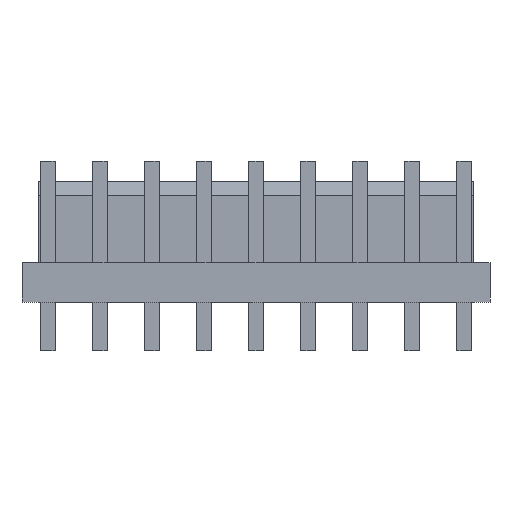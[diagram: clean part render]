
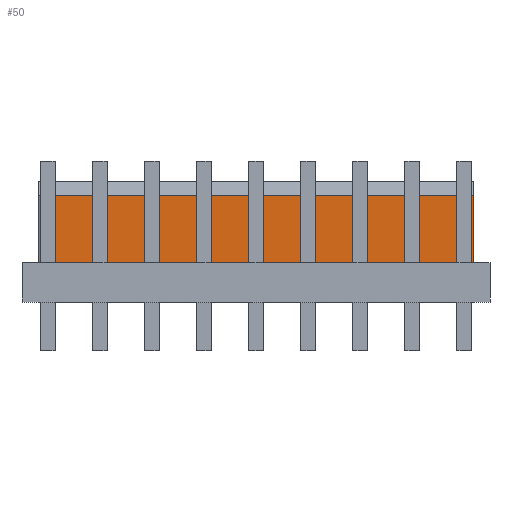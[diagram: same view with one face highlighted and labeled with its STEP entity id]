
A CAD part, front view. The second image highlights one B-rep face of the part: STEP entity #50.
In plain terms, the highlighted planar face has unit normal (0, -1, 0).
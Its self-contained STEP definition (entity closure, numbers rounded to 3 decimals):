
#50=ADVANCED_FACE('',(#174),#175,.T.);
#174=FACE_OUTER_BOUND('',#412,.T.);
#175=PLANE('',#413);
#412=EDGE_LOOP('',(#705,#706,#707,#708));
#413=AXIS2_PLACEMENT_3D('',#709,#710,#711);
#705=ORIENTED_EDGE('',*,*,#1552,.F.);
#706=ORIENTED_EDGE('',*,*,#1553,.F.);
#707=ORIENTED_EDGE('',*,*,#1495,.T.);
#708=ORIENTED_EDGE('',*,*,#1515,.T.);
#709=CARTESIAN_POINT('',(-16.54,2.0,5.1));
#710=DIRECTION('',(0.0,-1.0,0.0));
#711=DIRECTION('',(0.0,0.0,-1.0));
#1495=EDGE_CURVE('',#1761,#1762,#1763,.T.);
#1515=EDGE_CURVE('',#1762,#1786,#1799,.T.);
#1552=EDGE_CURVE('',#1872,#1786,#1873,.T.);
#1553=EDGE_CURVE('',#1761,#1872,#1874,.T.);
#1761=VERTEX_POINT('',#2203);
#1762=VERTEX_POINT('',#2204);
#1763=LINE('',#2205,#2206);
#1786=VERTEX_POINT('',#2241);
#1799=LINE('',#2261,#2262);
#1872=VERTEX_POINT('',#2371);
#1873=LINE('',#2372,#2373);
#1874=LINE('',#2374,#2375);
#2203=CARTESIAN_POINT('',(-16.54,2.0,5.1));
#2204=CARTESIAN_POINT('',(-16.54,2.0,0.0));
#2205=CARTESIAN_POINT('',(-16.54,2.0,5.1));
#2206=VECTOR('',#2911,5.1);
#2241=CARTESIAN_POINT('',(16.54,2.0,0.0));
#2261=CARTESIAN_POINT('',(-16.54,2.0,0.0));
#2262=VECTOR('',#2931,33.08);
#2371=CARTESIAN_POINT('',(16.54,2.0,5.1));
#2372=CARTESIAN_POINT('',(16.54,2.0,5.1));
#2373=VECTOR('',#2968,5.1);
#2374=CARTESIAN_POINT('',(-16.54,2.0,5.1));
#2375=VECTOR('',#2969,33.08);
#2911=DIRECTION('',(0.0,0.0,-1.0));
#2931=DIRECTION('',(1.0,0.0,0.0));
#2968=DIRECTION('',(0.0,0.0,-1.0));
#2969=DIRECTION('',(1.0,0.0,0.0));
